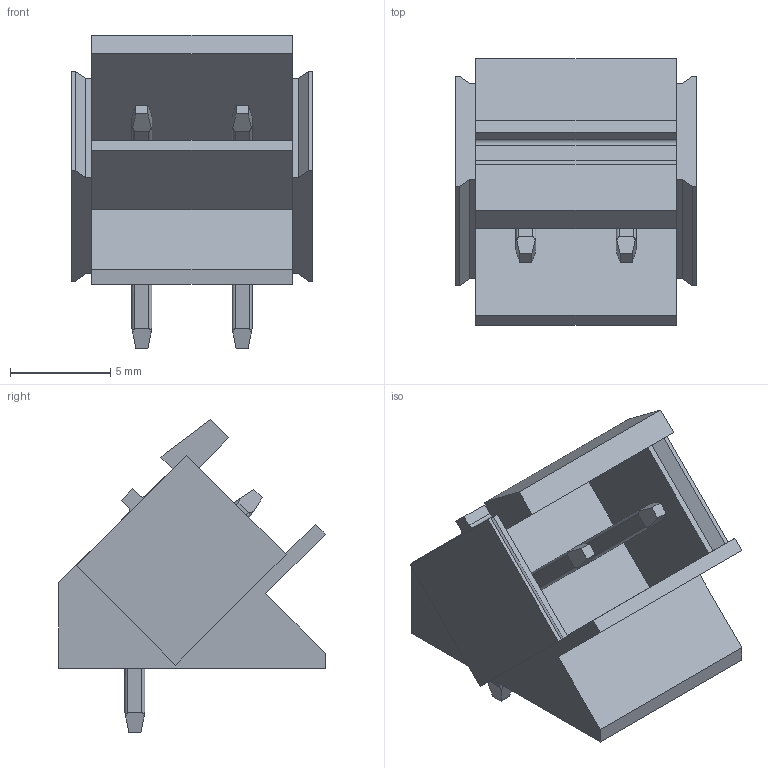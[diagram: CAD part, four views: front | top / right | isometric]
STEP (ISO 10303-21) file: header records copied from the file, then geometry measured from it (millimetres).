
FILE_DESCRIPTION(('CATIA V5 STEP Exchange','CAx-IF Rec.Pracs.--- Model Styling and Organization---1.4--- 2014-01-23'),'2;1');
FILE_NAME ('D1486985_0_2462840000_2462840000.stp','2021-05-14T13:14:53+00:00',('none'),('Weidmueller'),'CATIA Version 5-6 Release 2016 SP3 HF44','CATIA V5 STEP AP214','none');
FILE_SCHEMA(('AUTOMOTIVE_DESIGN { 1 0 10303 214 1 1 1 1 }'));
Length unit declared in the file: millimetre
Products named in the file (1): 2462840000
Bounding box: 12 x 13.3 x 15.63 mm (x, y, z)
Volume: 698.1 mm3; surface area: 1117.8 mm2
Topology: 3 solids, 3 shells, 118 faces, 316 edges, 204 vertices
Faces by surface type: plane 84, cylinder 34
Entity records: 4175 total; most frequent: CARTESIAN_POINT 1216, ORIENTED_EDGE 632, DIRECTION 478, EDGE_CURVE 316, VECTOR 248, LINE 248, VERTEX_POINT 204, AXIS2_PLACEMENT_3D 126
